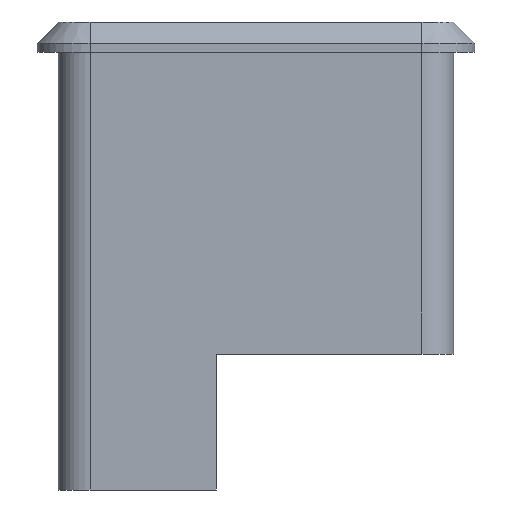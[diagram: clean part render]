
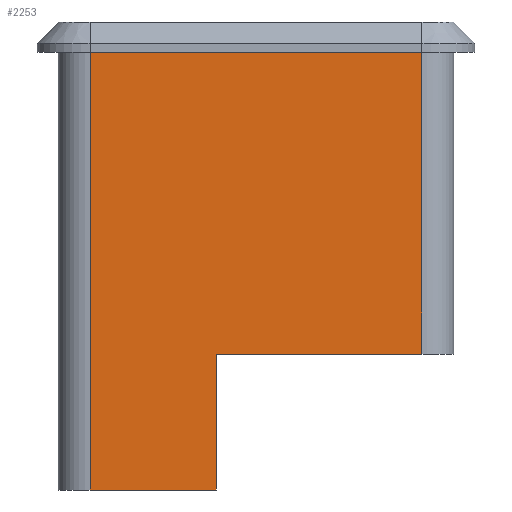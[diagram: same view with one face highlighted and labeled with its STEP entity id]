
A CAD part, left-side view. The second image highlights one B-rep face of the part: STEP entity #2253.
In plain terms, the highlighted planar face has unit normal (-1, 0, 0).
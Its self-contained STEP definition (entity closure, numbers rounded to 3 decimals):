
#1565 = PLANE('',#1566);
#1566 = AXIS2_PLACEMENT_3D('',#1567,#1568,#1569);
#1567 = CARTESIAN_POINT('',(-159.477,-36.709,-16.4));
#1568 = DIRECTION('',(0.,0.,-1.));
#1569 = DIRECTION('',(-1.,0.,0.));
#2010 = EDGE_CURVE('',#2011,#2013,#2015,.T.);
#2011 = VERTEX_POINT('',#2012);
#2012 = CARTESIAN_POINT('',(-169.677,-14.72,-16.4));
#2013 = VERTEX_POINT('',#2014);
#2014 = CARTESIAN_POINT('',(-169.677,-58.697,-16.4));
#2015 = SURFACE_CURVE('',#2016,(#2020,#2027),.PCURVE_S1.);
#2016 = LINE('',#2017,#2018);
#2017 = CARTESIAN_POINT('',(-169.677,-58.697,-16.4));
#2018 = VECTOR('',#2019,1.);
#2019 = DIRECTION('',(0.,-1.,0.));
#2020 = PCURVE('',#1565,#2021);
#2021 = DEFINITIONAL_REPRESENTATION('',(#2022),#2026);
#2022 = LINE('',#2023,#2024);
#2023 = CARTESIAN_POINT('',(10.2,-21.989));
#2024 = VECTOR('',#2025,1.);
#2025 = DIRECTION('',(0.,-1.));
#2026 = ( GEOMETRIC_REPRESENTATION_CONTEXT(2) 
PARAMETRIC_REPRESENTATION_CONTEXT() REPRESENTATION_CONTEXT('2D SPACE',''
  ) );
#2027 = PCURVE('',#2028,#2033);
#2028 = PLANE('',#2029);
#2029 = AXIS2_PLACEMENT_3D('',#2030,#2031,#2032);
#2030 = CARTESIAN_POINT('',(-169.677,-34.396,-41.087)
  );
#2031 = DIRECTION('',(-1.,0.,0.));
#2032 = DIRECTION('',(0.,-1.,0.));
#2033 = DEFINITIONAL_REPRESENTATION('',(#2034),#2038);
#2034 = LINE('',#2035,#2036);
#2035 = CARTESIAN_POINT('',(24.302,24.687));
#2036 = VECTOR('',#2037,1.);
#2037 = DIRECTION('',(1.,0.));
#2038 = ( GEOMETRIC_REPRESENTATION_CONTEXT(2) 
PARAMETRIC_REPRESENTATION_CONTEXT() REPRESENTATION_CONTEXT('2D SPACE',''
  ) );
#2061 = CYLINDRICAL_SURFACE('',#2062,4.2);
#2062 = AXIS2_PLACEMENT_3D('',#2063,#2064,#2065);
#2063 = CARTESIAN_POINT('',(-165.477,-58.697,-16.4));
#2064 = DIRECTION('',(0.,0.,1.));
#2065 = DIRECTION('',(1.,0.,0.));
#2242 = CYLINDRICAL_SURFACE('',#2243,4.2);
#2243 = AXIS2_PLACEMENT_3D('',#2244,#2245,#2246);
#2244 = CARTESIAN_POINT('',(-165.477,-14.72,-16.4));
#2245 = DIRECTION('',(0.,0.,1.));
#2246 = DIRECTION('',(1.,0.,0.));
#2253 = ADVANCED_FACE('',(#2254),#2028,.T.);
#2254 = FACE_BOUND('',#2255,.T.);
#2255 = EDGE_LOOP('',(#2256,#2286,#2314,#2342,#2363,#2364));
#2256 = ORIENTED_EDGE('',*,*,#2257,.F.);
#2257 = EDGE_CURVE('',#2258,#2260,#2262,.T.);
#2258 = VERTEX_POINT('',#2259);
#2259 = CARTESIAN_POINT('',(-169.677,-31.461,-74.4));
#2260 = VERTEX_POINT('',#2261);
#2261 = CARTESIAN_POINT('',(-169.677,-14.72,-74.4));
#2262 = SURFACE_CURVE('',#2263,(#2267,#2274),.PCURVE_S1.);
#2263 = LINE('',#2264,#2265);
#2264 = CARTESIAN_POINT('',(-169.677,-58.697,-74.4));
#2265 = VECTOR('',#2266,1.);
#2266 = DIRECTION('',(0.,1.,0.));
#2267 = PCURVE('',#2028,#2268);
#2268 = DEFINITIONAL_REPRESENTATION('',(#2269),#2273);
#2269 = LINE('',#2270,#2271);
#2270 = CARTESIAN_POINT('',(24.302,-33.313));
#2271 = VECTOR('',#2272,1.);
#2272 = DIRECTION('',(-1.,0.));
#2273 = ( GEOMETRIC_REPRESENTATION_CONTEXT(2) 
PARAMETRIC_REPRESENTATION_CONTEXT() REPRESENTATION_CONTEXT('2D SPACE',''
  ) );
#2274 = PCURVE('',#2275,#2280);
#2275 = PLANE('',#2276);
#2276 = AXIS2_PLACEMENT_3D('',#2277,#2278,#2279);
#2277 = CARTESIAN_POINT('',(-159.477,-21.528,-74.4));
#2278 = DIRECTION('',(0.,0.,-1.));
#2279 = DIRECTION('',(0.,-1.,0.));
#2280 = DEFINITIONAL_REPRESENTATION('',(#2281),#2285);
#2281 = LINE('',#2282,#2283);
#2282 = CARTESIAN_POINT('',(37.17,10.2));
#2283 = VECTOR('',#2284,1.);
#2284 = DIRECTION('',(-1.,0.));
#2285 = ( GEOMETRIC_REPRESENTATION_CONTEXT(2) 
PARAMETRIC_REPRESENTATION_CONTEXT() REPRESENTATION_CONTEXT('2D SPACE',''
  ) );
#2286 = ORIENTED_EDGE('',*,*,#2287,.T.);
#2287 = EDGE_CURVE('',#2258,#2288,#2290,.T.);
#2288 = VERTEX_POINT('',#2289);
#2289 = CARTESIAN_POINT('',(-169.677,-31.461,-56.4));
#2290 = SURFACE_CURVE('',#2291,(#2295,#2302),.PCURVE_S1.);
#2291 = LINE('',#2292,#2293);
#2292 = CARTESIAN_POINT('',(-169.677,-31.461,-74.4));
#2293 = VECTOR('',#2294,1.);
#2294 = DIRECTION('',(0.,0.,1.));
#2295 = PCURVE('',#2028,#2296);
#2296 = DEFINITIONAL_REPRESENTATION('',(#2297),#2301);
#2297 = LINE('',#2298,#2299);
#2298 = CARTESIAN_POINT('',(-2.934,-33.313));
#2299 = VECTOR('',#2300,1.);
#2300 = DIRECTION('',(0.,1.));
#2301 = ( GEOMETRIC_REPRESENTATION_CONTEXT(2) 
PARAMETRIC_REPRESENTATION_CONTEXT() REPRESENTATION_CONTEXT('2D SPACE',''
  ) );
#2302 = PCURVE('',#2303,#2308);
#2303 = PLANE('',#2304);
#2304 = AXIS2_PLACEMENT_3D('',#2305,#2306,#2307);
#2305 = CARTESIAN_POINT('',(-159.477,-31.461,-65.4));
#2306 = DIRECTION('',(0.,-1.,0.));
#2307 = DIRECTION('',(-1.,0.,0.));
#2308 = DEFINITIONAL_REPRESENTATION('',(#2309),#2313);
#2309 = LINE('',#2310,#2311);
#2310 = CARTESIAN_POINT('',(10.2,9.));
#2311 = VECTOR('',#2312,1.);
#2312 = DIRECTION('',(0.,-1.));
#2313 = ( GEOMETRIC_REPRESENTATION_CONTEXT(2) 
PARAMETRIC_REPRESENTATION_CONTEXT() REPRESENTATION_CONTEXT('2D SPACE',''
  ) );
#2314 = ORIENTED_EDGE('',*,*,#2315,.T.);
#2315 = EDGE_CURVE('',#2288,#2316,#2318,.T.);
#2316 = VERTEX_POINT('',#2317);
#2317 = CARTESIAN_POINT('',(-169.677,-58.697,-56.4));
#2318 = SURFACE_CURVE('',#2319,(#2323,#2330),.PCURVE_S1.);
#2319 = LINE('',#2320,#2321);
#2320 = CARTESIAN_POINT('',(-169.677,-31.461,-56.4));
#2321 = VECTOR('',#2322,1.);
#2322 = DIRECTION('',(0.,-1.,0.));
#2323 = PCURVE('',#2028,#2324);
#2324 = DEFINITIONAL_REPRESENTATION('',(#2325),#2329);
#2325 = LINE('',#2326,#2327);
#2326 = CARTESIAN_POINT('',(-2.934,-15.313));
#2327 = VECTOR('',#2328,1.);
#2328 = DIRECTION('',(1.,0.));
#2329 = ( GEOMETRIC_REPRESENTATION_CONTEXT(2) 
PARAMETRIC_REPRESENTATION_CONTEXT() REPRESENTATION_CONTEXT('2D SPACE',''
  ) );
#2330 = PCURVE('',#2331,#2336);
#2331 = PLANE('',#2332);
#2332 = AXIS2_PLACEMENT_3D('',#2333,#2334,#2335);
#2333 = CARTESIAN_POINT('',(-159.477,-46.558,-56.4));
#2334 = DIRECTION('',(0.,0.,-1.));
#2335 = DIRECTION('',(-1.,0.,0.));
#2336 = DEFINITIONAL_REPRESENTATION('',(#2337),#2341);
#2337 = LINE('',#2338,#2339);
#2338 = CARTESIAN_POINT('',(10.2,15.096));
#2339 = VECTOR('',#2340,1.);
#2340 = DIRECTION('',(0.,-1.));
#2341 = ( GEOMETRIC_REPRESENTATION_CONTEXT(2) 
PARAMETRIC_REPRESENTATION_CONTEXT() REPRESENTATION_CONTEXT('2D SPACE',''
  ) );
#2342 = ORIENTED_EDGE('',*,*,#2343,.F.);
#2343 = EDGE_CURVE('',#2013,#2316,#2344,.T.);
#2344 = SURFACE_CURVE('',#2345,(#2349,#2356),.PCURVE_S1.);
#2345 = LINE('',#2346,#2347);
#2346 = CARTESIAN_POINT('',(-169.677,-58.697,-16.4));
#2347 = VECTOR('',#2348,1.);
#2348 = DIRECTION('',(-0.,-0.,-1.));
#2349 = PCURVE('',#2028,#2350);
#2350 = DEFINITIONAL_REPRESENTATION('',(#2351),#2355);
#2351 = LINE('',#2352,#2353);
#2352 = CARTESIAN_POINT('',(24.302,24.687));
#2353 = VECTOR('',#2354,1.);
#2354 = DIRECTION('',(0.,-1.));
#2355 = ( GEOMETRIC_REPRESENTATION_CONTEXT(2) 
PARAMETRIC_REPRESENTATION_CONTEXT() REPRESENTATION_CONTEXT('2D SPACE',''
  ) );
#2356 = PCURVE('',#2061,#2357);
#2357 = DEFINITIONAL_REPRESENTATION('',(#2358),#2362);
#2358 = LINE('',#2359,#2360);
#2359 = CARTESIAN_POINT('',(3.142,0.));
#2360 = VECTOR('',#2361,1.);
#2361 = DIRECTION('',(0.,-1.));
#2362 = ( GEOMETRIC_REPRESENTATION_CONTEXT(2) 
PARAMETRIC_REPRESENTATION_CONTEXT() REPRESENTATION_CONTEXT('2D SPACE',''
  ) );
#2363 = ORIENTED_EDGE('',*,*,#2010,.F.);
#2364 = ORIENTED_EDGE('',*,*,#2365,.F.);
#2365 = EDGE_CURVE('',#2260,#2011,#2366,.T.);
#2366 = SURFACE_CURVE('',#2367,(#2371,#2378),.PCURVE_S1.);
#2367 = LINE('',#2368,#2369);
#2368 = CARTESIAN_POINT('',(-169.677,-14.72,-16.4));
#2369 = VECTOR('',#2370,1.);
#2370 = DIRECTION('',(0.,0.,1.));
#2371 = PCURVE('',#2028,#2372);
#2372 = DEFINITIONAL_REPRESENTATION('',(#2373),#2377);
#2373 = LINE('',#2374,#2375);
#2374 = CARTESIAN_POINT('',(-19.676,24.687));
#2375 = VECTOR('',#2376,1.);
#2376 = DIRECTION('',(0.,1.));
#2377 = ( GEOMETRIC_REPRESENTATION_CONTEXT(2) 
PARAMETRIC_REPRESENTATION_CONTEXT() REPRESENTATION_CONTEXT('2D SPACE',''
  ) );
#2378 = PCURVE('',#2242,#2379);
#2379 = DEFINITIONAL_REPRESENTATION('',(#2380),#2384);
#2380 = LINE('',#2381,#2382);
#2381 = CARTESIAN_POINT('',(3.142,0.));
#2382 = VECTOR('',#2383,1.);
#2383 = DIRECTION('',(0.,1.));
#2384 = ( GEOMETRIC_REPRESENTATION_CONTEXT(2) 
PARAMETRIC_REPRESENTATION_CONTEXT() REPRESENTATION_CONTEXT('2D SPACE',''
  ) );
